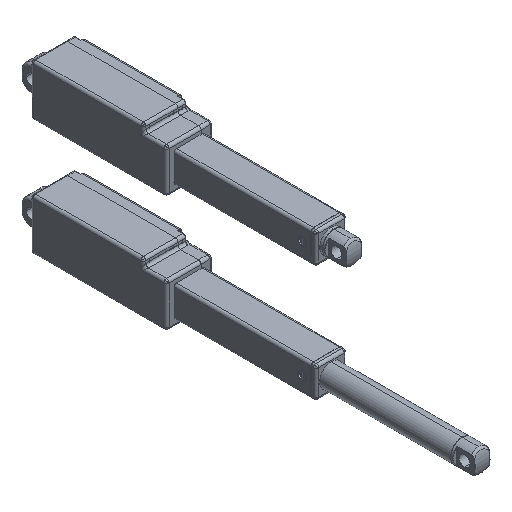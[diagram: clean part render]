
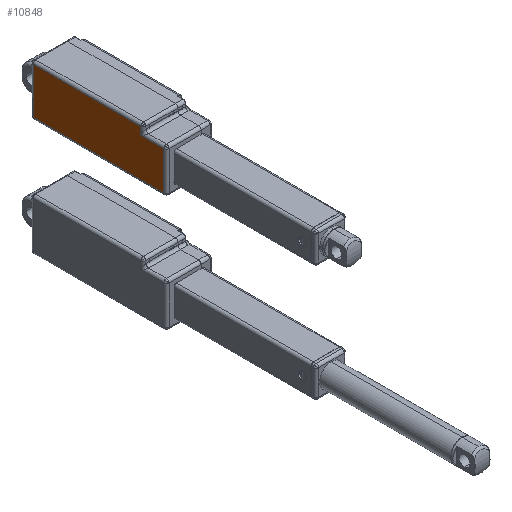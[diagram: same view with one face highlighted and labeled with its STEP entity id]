
A CAD part, isometric view. The second image highlights one B-rep face of the part: STEP entity #10848.
In plain terms, the highlighted planar face has unit normal (-1, 0, 0).
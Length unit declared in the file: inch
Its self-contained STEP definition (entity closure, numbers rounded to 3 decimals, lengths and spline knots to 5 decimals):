
#10848 = ADVANCED_FACE ( 'NONE', ( #71713 ), #151249, .T. ) ;
#12532 = EDGE_CURVE ( 'NONE', #51631, #90223, #200573, .T. ) ;
#17488 = LINE ( 'NONE', #49950, #55432 ) ;
#18339 = VECTOR ( 'NONE', #203328, 39.37008 ) ;
#22601 = DIRECTION ( 'NONE',  ( -1., 0., 0. ) ) ;
#37578 = LINE ( 'NONE', #67444, #118494 ) ;
#48085 = CARTESIAN_POINT ( 'NONE',  ( -0.35433, -0.22047, -0.29528 ) ) ;
#48355 = DIRECTION ( 'NONE',  ( 0., 0., 1. ) ) ;
#49688 = EDGE_CURVE ( 'NONE', #209135, #134206, #195218, .T. ) ;
#49950 = CARTESIAN_POINT ( 'NONE',  ( -0.35433, 1.82677, 0.41339 ) ) ;
#51631 = VERTEX_POINT ( 'NONE', #48085 ) ;
#52410 = ORIENTED_EDGE ( 'NONE', *, *, #96096, .T. ) ;
#53133 = CARTESIAN_POINT ( 'NONE',  ( -0.35433, 1.7874, -0.29528 ) ) ;
#53622 = DIRECTION ( 'NONE',  ( 0., 1., 0. ) ) ;
#55432 = VECTOR ( 'NONE', #209451, 39.37008 ) ;
#60294 = ORIENTED_EDGE ( 'NONE', *, *, #85399, .T. ) ;
#60522 = VECTOR ( 'NONE', #53622, 39.37008 ) ;
#60850 = AXIS2_PLACEMENT_3D ( 'NONE', #119469, #22601, #135735 ) ;
#65612 = CARTESIAN_POINT ( 'NONE',  ( -0.35433, 1.82677, -0.29528 ) ) ;
#67444 = CARTESIAN_POINT ( 'NONE',  ( -0.35433, 1.7874, 0.45276 ) ) ;
#69031 = VERTEX_POINT ( 'NONE', #53133 ) ;
#71713 = FACE_OUTER_BOUND ( 'NONE', #107745, .T. ) ;
#79459 = CARTESIAN_POINT ( 'NONE',  ( -0.35433, -0.22047, 0.45276 ) ) ;
#83523 = CARTESIAN_POINT ( 'NONE',  ( -0.35433, -0.22047, 0.29528 ) ) ;
#85399 = EDGE_CURVE ( 'NONE', #90223, #209135, #108656, .T. ) ;
#90223 = VERTEX_POINT ( 'NONE', #83523 ) ;
#96096 = EDGE_CURVE ( 'NONE', #134206, #132336, #17488, .T. ) ;
#103883 = LINE ( 'NONE', #65612, #184645 ) ;
#105350 = ORIENTED_EDGE ( 'NONE', *, *, #49688, .T. ) ;
#106768 = CARTESIAN_POINT ( 'NONE',  ( -0.35433, 0.13386, 0.41339 ) ) ;
#107745 = EDGE_LOOP ( 'NONE', ( #128491, #60294, #105350, #52410, #179048, #178077 ) ) ;
#108656 = LINE ( 'NONE', #150422, #60522 ) ;
#118494 = VECTOR ( 'NONE', #133185, 39.37008 ) ;
#119469 = CARTESIAN_POINT ( 'NONE',  ( -0.35433, 1.82677, 0.45276 ) ) ;
#119981 = CARTESIAN_POINT ( 'NONE',  ( -0.35433, 0.13386, 0.29528 ) ) ;
#128327 = EDGE_CURVE ( 'NONE', #132336, #69031, #37578, .T. ) ;
#128491 = ORIENTED_EDGE ( 'NONE', *, *, #12532, .T. ) ;
#132336 = VERTEX_POINT ( 'NONE', #184690 ) ;
#133185 = DIRECTION ( 'NONE',  ( 0., 0., -1. ) ) ;
#134206 = VERTEX_POINT ( 'NONE', #106768 ) ;
#135735 = DIRECTION ( 'NONE',  ( 0., 1., 0. ) ) ;
#150422 = CARTESIAN_POINT ( 'NONE',  ( -0.35433, 1.82677, 0.29528 ) ) ;
#151249 = PLANE ( 'NONE',  #60850 ) ;
#155488 = CARTESIAN_POINT ( 'NONE',  ( -0.35433, 0.13386, 0.45276 ) ) ;
#157727 = EDGE_CURVE ( 'NONE', #69031, #51631, #103883, .T. ) ;
#178077 = ORIENTED_EDGE ( 'NONE', *, *, #157727, .T. ) ;
#179048 = ORIENTED_EDGE ( 'NONE', *, *, #128327, .T. ) ;
#184645 = VECTOR ( 'NONE', #194727, 39.37008 ) ;
#184690 = CARTESIAN_POINT ( 'NONE',  ( -0.35433, 1.7874, 0.41339 ) ) ;
#194727 = DIRECTION ( 'NONE',  ( 0., -1., 0. ) ) ;
#195218 = LINE ( 'NONE', #155488, #18339 ) ;
#195493 = VECTOR ( 'NONE', #48355, 39.37008 ) ;
#200573 = LINE ( 'NONE', #79459, #195493 ) ;
#203328 = DIRECTION ( 'NONE',  ( 0., 0., 1. ) ) ;
#209135 = VERTEX_POINT ( 'NONE', #119981 ) ;
#209451 = DIRECTION ( 'NONE',  ( 0., 1., 0. ) ) ;
